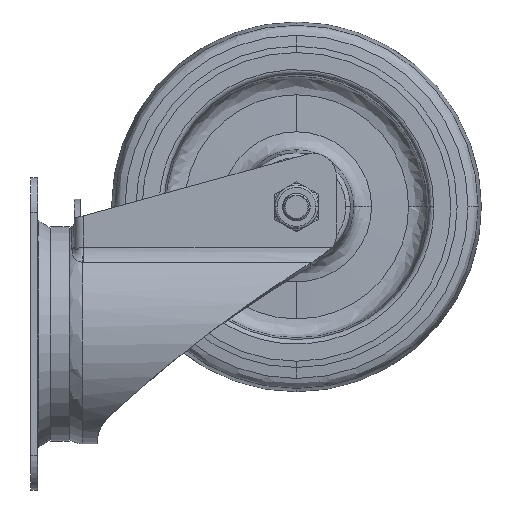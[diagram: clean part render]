
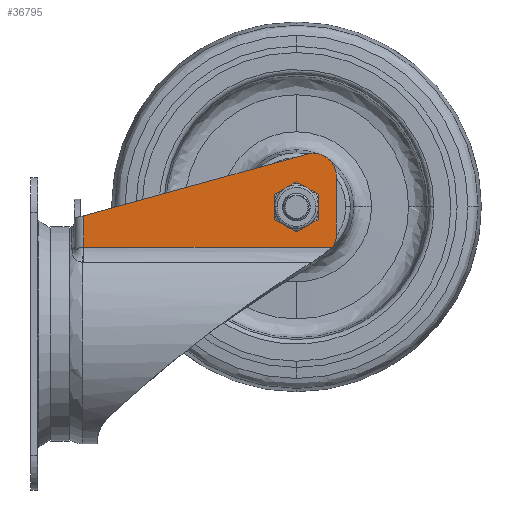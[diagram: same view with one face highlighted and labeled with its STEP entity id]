
A CAD part, left-side view. The second image highlights one B-rep face of the part: STEP entity #36795.
In plain terms, the highlighted planar face has unit normal (-1, 0, 0).
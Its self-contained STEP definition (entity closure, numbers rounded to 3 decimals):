
#154 = B_SPLINE_CURVE_WITH_KNOTS ( 'NONE', 3,
 ( #3918, #27995, #21441, #28190, #935, #3340, #362, #13055, #22222, #12481, #26182, #25608 ),
 .UNSPECIFIED., .F., .F.,
 ( 4, 1, 1, 1, 1, 1, 1, 1, 1, 4 ),
 ( 0., 0.111, 0.222, 0.333, 0.444, 0.556, 0.667, 0.778, 0.889, 1. ),
 .UNSPECIFIED. ) ;
#264 = ORIENTED_EDGE ( 'NONE', *, *, #4444, .T. ) ;
#362 = CARTESIAN_POINT ( 'NONE',  ( -33.5, -117.385, 75.546 ) ) ;
#677 = CARTESIAN_POINT ( 'NONE',  ( -33.5, -107.837, 77.836 ) ) ;
#912 = VERTEX_POINT ( 'NONE', #22511 ) ;
#935 = CARTESIAN_POINT ( 'NONE',  ( -33.5, -113.895, 77.678 ) ) ;
#2389 = CARTESIAN_POINT ( 'NONE',  ( -33.5, -11.1, 42.104 ) ) ;
#2783 = PLANE ( 'NONE',  #22123 ) ;
#3340 = CARTESIAN_POINT ( 'NONE',  ( -33.5, -115.749, 76.791 ) ) ;
#3603 = ORIENTED_EDGE ( 'NONE', *, *, #7052, .F. ) ;
#3918 = CARTESIAN_POINT ( 'NONE',  ( -33.5, -107.837, 77.836 ) ) ;
#4061 = EDGE_CURVE ( 'NONE', #29549, #36760, #31719, .T. ) ;
#4444 = EDGE_CURVE ( 'NONE', #10283, #912, #28550, .T. ) ;
#4574 = AXIS2_PLACEMENT_3D ( 'NONE', #12462, #30186, #20632 ) ;
#4882 = EDGE_CURVE ( 'NONE', #10390, #22269, #22918, .T. ) ;
#4895 = VERTEX_POINT ( 'NONE', #8396 ) ;
#5228 = B_SPLINE_CURVE_WITH_KNOTS ( 'NONE', 3,
 ( #16583, #16980, #13399, #28543, #10248, #29327, #19978 ),
 .UNSPECIFIED., .F., .F.,
 ( 4, 1, 1, 1, 4 ),
 ( 0., 0.333, 0.667, 1., 1. ),
 .UNSPECIFIED. ) ;
#7052 = EDGE_CURVE ( 'NONE', #17191, #4895, #30554, .T. ) ;
#7113 = EDGE_CURVE ( 'NONE', #4895, #912, #5228, .T. ) ;
#8360 = FACE_BOUND ( 'NONE', #37159, .T. ) ;
#8396 = CARTESIAN_POINT ( 'NONE',  ( -33.5, -120.5, 43.197 ) ) ;
#10248 = CARTESIAN_POINT ( 'NONE',  ( -33.5, -119.158, 38.15 ) ) ;
#10283 = VERTEX_POINT ( 'NONE', #18334 ) ;
#10390 = VERTEX_POINT ( 'NONE', #27479 ) ;
#11336 = CARTESIAN_POINT ( 'NONE',  ( -33.5, -103.2, 63.5 ) ) ;
#11533 = DIRECTION ( 'NONE',  ( 0., 0., -1. ) ) ;
#11553 = CIRCLE ( 'NONE', #4574, 8.5 ) ;
#11939 = EDGE_LOOP ( 'NONE', ( #3603, #18999, #31390, #14661, #264, #28302 ) ) ;
#12462 = CARTESIAN_POINT ( 'NONE',  ( -33.5, -103.2, 55. ) ) ;
#12481 = CARTESIAN_POINT ( 'NONE',  ( -33.5, -120.36, 70.242 ) ) ;
#13055 = CARTESIAN_POINT ( 'NONE',  ( -33.5, -118.734, 73.995 ) ) ;
#13399 = CARTESIAN_POINT ( 'NONE',  ( -33.5, -120.369, 41.219 ) ) ;
#13989 = DIRECTION ( 'NONE',  ( 0., -1., 0. ) ) ;
#14661 = ORIENTED_EDGE ( 'NONE', *, *, #24346, .F. ) ;
#16583 = CARTESIAN_POINT ( 'NONE',  ( -33.5, -120.5, 43.197 ) ) ;
#16980 = CARTESIAN_POINT ( 'NONE',  ( -33.5, -120.5, 42.538 ) ) ;
#17191 = VERTEX_POINT ( 'NONE', #17321 ) ;
#17321 = CARTESIAN_POINT ( 'NONE',  ( -33.5, -120.5, 68.197 ) ) ;
#17702 = CARTESIAN_POINT ( 'NONE',  ( -33.5, -11.1, 46.604 ) ) ;
#17896 = CARTESIAN_POINT ( 'NONE',  ( -33.5, -7.1, 0. ) ) ;
#18334 = CARTESIAN_POINT ( 'NONE',  ( -33.5, -11.1, 37.603 ) ) ;
#18999 = ORIENTED_EDGE ( 'NONE', *, *, #36583, .F. ) ;
#19018 = VECTOR ( 'NONE', #13989, 1000. ) ;
#19197 = DIRECTION ( 'NONE',  ( 0., 0., -1. ) ) ;
#19978 = CARTESIAN_POINT ( 'NONE',  ( -33.5, -118.788, 37.603 ) ) ;
#20492 = CARTESIAN_POINT ( 'NONE',  ( -33.5, -103.2, 46.5 ) ) ;
#20581 = VECTOR ( 'NONE', #19197, 1000. ) ;
#20632 = DIRECTION ( 'NONE',  ( 0., 0., 1. ) ) ;
#21441 = CARTESIAN_POINT ( 'NONE',  ( -33.5, -109.845, 78.246 ) ) ;
#21484 = EDGE_CURVE ( 'NONE', #36760, #29549, #11553, .T. ) ;
#22123 = AXIS2_PLACEMENT_3D ( 'NONE', #17896, #26664, #11533 ) ;
#22222 = CARTESIAN_POINT ( 'NONE',  ( -33.5, -119.739, 72.202 ) ) ;
#22269 = VERTEX_POINT ( 'NONE', #677 ) ;
#22511 = CARTESIAN_POINT ( 'NONE',  ( -33.5, -118.788, 37.603 ) ) ;
#22918 = LINE ( 'NONE', #38240, #27904 ) ;
#23869 = CARTESIAN_POINT ( 'NONE',  ( -33.5, -11.1, 51.105 ) ) ;
#24346 = EDGE_CURVE ( 'NONE', #10283, #10390, #24678, .T. ) ;
#24678 = B_SPLINE_CURVE_WITH_KNOTS ( 'NONE', 3,
 ( #26862, #2389, #17702, #23869 ),
 .UNSPECIFIED., .F., .F.,
 ( 4, 4 ),
 ( 0., 1. ),
 .UNSPECIFIED. ) ;
#24775 = CARTESIAN_POINT ( 'NONE',  ( -33.5, -103.2, 55. ) ) ;
#24969 = CARTESIAN_POINT ( 'NONE',  ( -33.5, -120.5, 0. ) ) ;
#25608 = CARTESIAN_POINT ( 'NONE',  ( -33.5, -120.5, 68.197 ) ) ;
#26182 = CARTESIAN_POINT ( 'NONE',  ( -33.5, -120.5, 68.879 ) ) ;
#26664 = DIRECTION ( 'NONE',  ( 1., 0., 0. ) ) ;
#26862 = CARTESIAN_POINT ( 'NONE',  ( -33.5, -11.1, 37.603 ) ) ;
#27479 = CARTESIAN_POINT ( 'NONE',  ( -33.5, -11.1, 51.105 ) ) ;
#27904 = VECTOR ( 'NONE', #35066, 1000. ) ;
#27957 = DIRECTION ( 'NONE',  ( -1., 0., 0. ) ) ;
#27995 = CARTESIAN_POINT ( 'NONE',  ( -33.5, -108.494, 78.018 ) ) ;
#28190 = CARTESIAN_POINT ( 'NONE',  ( -33.5, -111.899, 78.17 ) ) ;
#28302 = ORIENTED_EDGE ( 'NONE', *, *, #7113, .F. ) ;
#28543 = CARTESIAN_POINT ( 'NONE',  ( -33.5, -119.787, 39.317 ) ) ;
#28550 = LINE ( 'NONE', #29136, #19018 ) ;
#29136 = CARTESIAN_POINT ( 'NONE',  ( -33.5, -11.1, 37.603 ) ) ;
#29154 = AXIS2_PLACEMENT_3D ( 'NONE', #24775, #27957, #36924 ) ;
#29327 = CARTESIAN_POINT ( 'NONE',  ( -33.5, -118.789, 37.603 ) ) ;
#29549 = VERTEX_POINT ( 'NONE', #20492 ) ;
#29942 = ORIENTED_EDGE ( 'NONE', *, *, #21484, .F. ) ;
#30186 = DIRECTION ( 'NONE',  ( -1., 0., 0. ) ) ;
#30554 = LINE ( 'NONE', #24969, #20581 ) ;
#31390 = ORIENTED_EDGE ( 'NONE', *, *, #4882, .F. ) ;
#31719 = CIRCLE ( 'NONE', #29154, 8.5 ) ;
#32636 = FACE_OUTER_BOUND ( 'NONE', #11939, .T. ) ;
#34131 = ORIENTED_EDGE ( 'NONE', *, *, #4061, .F. ) ;
#35066 = DIRECTION ( 'NONE',  ( 0., -0.964, 0.266 ) ) ;
#36583 = EDGE_CURVE ( 'NONE', #22269, #17191, #154, .T. ) ;
#36760 = VERTEX_POINT ( 'NONE', #11336 ) ;
#36795 = ADVANCED_FACE ( 'NONE', ( #8360, #32636 ), #2783, .F. ) ;
#36924 = DIRECTION ( 'NONE',  ( 0., 0., 1. ) ) ;
#37159 = EDGE_LOOP ( 'NONE', ( #29942, #34131 ) ) ;
#38240 = CARTESIAN_POINT ( 'NONE',  ( -33.5, -11.1, 51.105 ) ) ;
